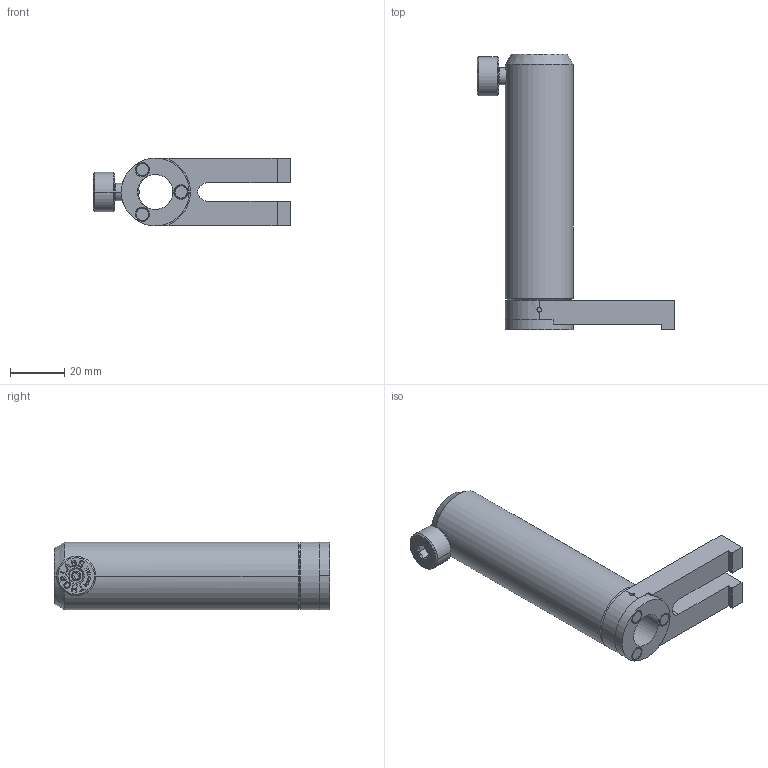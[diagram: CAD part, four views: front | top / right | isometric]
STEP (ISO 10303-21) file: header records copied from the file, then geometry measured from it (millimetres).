
FILE_DESCRIPTION (( 'STEP AP214' ), '1' );
FILE_NAME ('21066-E0W.STEP', '2012-03-06T18:54:09', ( 'Admin' ), ( 'Thorlabs, Inc.' ), 'SwSTEP 2.0', 'SolidWorks 2011', '' );
FILE_SCHEMA (( 'AUTOMOTIVE_DESIGN' ));
Length unit declared in the file: inch
Products named in the file (1): 21066-E0W
Bounding box: 72.91 x 101.7 x 24.99 mm (x, y, z)
Volume: 44259.5 mm3; surface area: 20250.9 mm2
Topology: 10 solids, 10 shells, 436 faces, 1115 edges, 718 vertices
Faces by surface type: plane 211, bspline 85, cylinder 84, cone 40, torus 14, sphere 2
Entity records: 23303 total; most frequent: CARTESIAN_POINT 7588, ORIENTED_EDGE 2202, DIRECTION 1744, EDGE_CURVE 1101, VERTEX_POINT 716, LINE 678, VECTOR 678, AXIS2_PLACEMENT_3D 533
